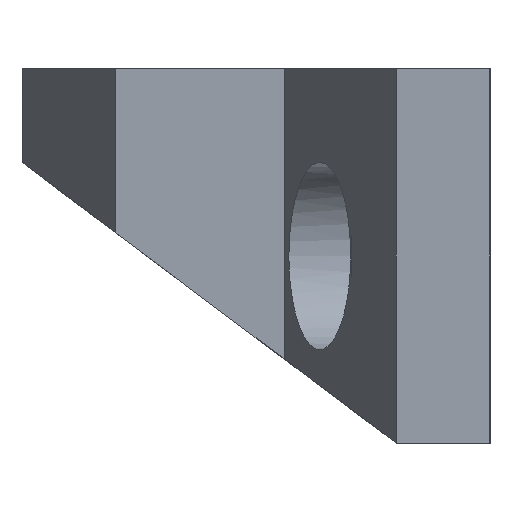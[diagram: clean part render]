
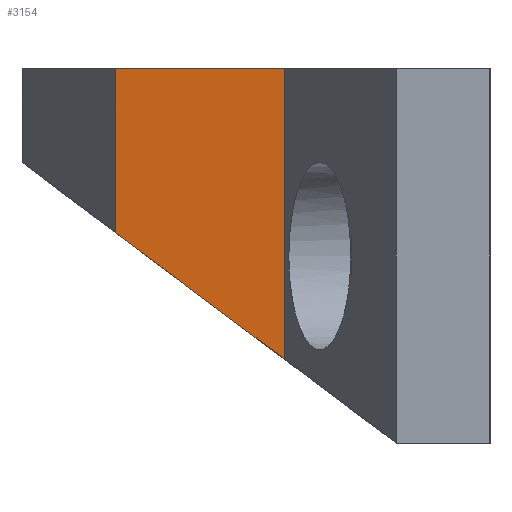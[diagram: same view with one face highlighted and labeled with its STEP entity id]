
A CAD part, left-side view. The second image highlights one B-rep face of the part: STEP entity #3154.
In plain terms, the highlighted planar face has unit normal (-0.993, 0.117, 0).
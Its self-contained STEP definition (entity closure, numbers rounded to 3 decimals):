
#72 = PLANE('',#73);
#73 = AXIS2_PLACEMENT_3D('',#74,#75,#76);
#74 = CARTESIAN_POINT('',(-63.8,39.413,104.));
#75 = DIRECTION('',(0.,0.,1.));
#76 = DIRECTION('',(1.,0.,0.));
#869 = PLANE('',#870);
#870 = AXIS2_PLACEMENT_3D('',#871,#872,#873);
#871 = CARTESIAN_POINT('',(0.,56.512,99.));
#872 = DIRECTION('',(0.,-0.6,0.8));
#873 = DIRECTION('',(0.,-0.8,-0.6));
#1100 = VERTEX_POINT('',#1101);
#1101 = CARTESIAN_POINT('',(-78.957,51.512,104.));
#1115 = PLANE('',#1116);
#1116 = AXIS2_PLACEMENT_3D('',#1117,#1118,#1119);
#1117 = CARTESIAN_POINT('',(-63.8,56.512,84.));
#1118 = DIRECTION('',(0.313,-0.95,0.));
#1119 = DIRECTION('',(-0.95,-0.313,0.));
#1127 = EDGE_CURVE('',#1100,#1128,#1130,.T.);
#1128 = VERTEX_POINT('',#1129);
#1129 = CARTESIAN_POINT('',(-80.021,42.512,104.));
#1130 = SURFACE_CURVE('',#1131,(#1135,#1142),.PCURVE_S1.);
#1131 = LINE('',#1132,#1133);
#1132 = CARTESIAN_POINT('',(-78.957,51.512,104.));
#1133 = VECTOR('',#1134,1.);
#1134 = DIRECTION('',(-0.117,-0.993,0.));
#1135 = PCURVE('',#72,#1136);
#1136 = DEFINITIONAL_REPRESENTATION('',(#1137),#1141);
#1137 = LINE('',#1138,#1139);
#1138 = CARTESIAN_POINT('',(-15.157,12.099));
#1139 = VECTOR('',#1140,1.);
#1140 = DIRECTION('',(-0.117,-0.993));
#1141 = ( GEOMETRIC_REPRESENTATION_CONTEXT(2) 
PARAMETRIC_REPRESENTATION_CONTEXT() REPRESENTATION_CONTEXT('2D SPACE',''
  ) );
#1142 = PCURVE('',#1143,#1148);
#1143 = PLANE('',#1144);
#1144 = AXIS2_PLACEMENT_3D('',#1145,#1146,#1147);
#1145 = CARTESIAN_POINT('',(-78.957,51.512,84.));
#1146 = DIRECTION('',(0.993,-0.117,0.));
#1147 = DIRECTION('',(-0.117,-0.993,0.));
#1148 = DEFINITIONAL_REPRESENTATION('',(#1149),#1153);
#1149 = LINE('',#1150,#1151);
#1150 = CARTESIAN_POINT('',(0.,-20.));
#1151 = VECTOR('',#1152,1.);
#1152 = DIRECTION('',(1.,-0.));
#1153 = ( GEOMETRIC_REPRESENTATION_CONTEXT(2) 
PARAMETRIC_REPRESENTATION_CONTEXT() REPRESENTATION_CONTEXT('2D SPACE',''
  ) );
#1171 = PLANE('',#1172);
#1172 = AXIS2_PLACEMENT_3D('',#1173,#1174,#1175);
#1173 = CARTESIAN_POINT('',(-80.021,42.512,84.));
#1174 = DIRECTION('',(0.313,-0.95,0.));
#1175 = DIRECTION('',(-0.95,-0.313,0.));
#2838 = VERTEX_POINT('',#2839);
#2839 = CARTESIAN_POINT('',(-78.957,51.512,95.25));
#2860 = EDGE_CURVE('',#2838,#2861,#2863,.T.);
#2861 = VERTEX_POINT('',#2862);
#2862 = CARTESIAN_POINT('',(-80.021,42.512,88.5));
#2863 = SURFACE_CURVE('',#2864,(#2868,#2875),.PCURVE_S1.);
#2864 = LINE('',#2865,#2866);
#2865 = CARTESIAN_POINT('',(-78.63,54.274,
    97.322));
#2866 = VECTOR('',#2867,1.);
#2867 = DIRECTION('',(-0.094,-0.796,
    -0.597));
#2868 = PCURVE('',#869,#2869);
#2869 = DEFINITIONAL_REPRESENTATION('',(#2870),#2874);
#2870 = LINE('',#2871,#2872);
#2871 = CARTESIAN_POINT('',(2.797,-78.63));
#2872 = VECTOR('',#2873,1.);
#2873 = DIRECTION('',(0.996,-0.094));
#2874 = ( GEOMETRIC_REPRESENTATION_CONTEXT(2) 
PARAMETRIC_REPRESENTATION_CONTEXT() REPRESENTATION_CONTEXT('2D SPACE',''
  ) );
#2875 = PCURVE('',#1143,#2876);
#2876 = DEFINITIONAL_REPRESENTATION('',(#2877),#2881);
#2877 = LINE('',#2878,#2879);
#2878 = CARTESIAN_POINT('',(-2.782,-13.322));
#2879 = VECTOR('',#2880,1.);
#2880 = DIRECTION('',(0.802,0.597));
#2881 = ( GEOMETRIC_REPRESENTATION_CONTEXT(2) 
PARAMETRIC_REPRESENTATION_CONTEXT() REPRESENTATION_CONTEXT('2D SPACE',''
  ) );
#3047 = EDGE_CURVE('',#2861,#1128,#3048,.T.);
#3048 = SURFACE_CURVE('',#3049,(#3053,#3060),.PCURVE_S1.);
#3049 = LINE('',#3050,#3051);
#3050 = CARTESIAN_POINT('',(-80.021,42.512,84.));
#3051 = VECTOR('',#3052,1.);
#3052 = DIRECTION('',(0.,0.,1.));
#3053 = PCURVE('',#1171,#3054);
#3054 = DEFINITIONAL_REPRESENTATION('',(#3055),#3059);
#3055 = LINE('',#3056,#3057);
#3056 = CARTESIAN_POINT('',(0.,0.));
#3057 = VECTOR('',#3058,1.);
#3058 = DIRECTION('',(0.,-1.));
#3059 = ( GEOMETRIC_REPRESENTATION_CONTEXT(2) 
PARAMETRIC_REPRESENTATION_CONTEXT() REPRESENTATION_CONTEXT('2D SPACE',''
  ) );
#3060 = PCURVE('',#1143,#3061);
#3061 = DEFINITIONAL_REPRESENTATION('',(#3062),#3066);
#3062 = LINE('',#3063,#3064);
#3063 = CARTESIAN_POINT('',(9.063,-0.));
#3064 = VECTOR('',#3065,1.);
#3065 = DIRECTION('',(0.,-1.));
#3066 = ( GEOMETRIC_REPRESENTATION_CONTEXT(2) 
PARAMETRIC_REPRESENTATION_CONTEXT() REPRESENTATION_CONTEXT('2D SPACE',''
  ) );
#3154 = ADVANCED_FACE('',(#3155),#1143,.F.);
#3155 = FACE_BOUND('',#3156,.F.);
#3156 = EDGE_LOOP('',(#3157,#3158,#3179,#3180));
#3157 = ORIENTED_EDGE('',*,*,#2860,.F.);
#3158 = ORIENTED_EDGE('',*,*,#3159,.T.);
#3159 = EDGE_CURVE('',#2838,#1100,#3160,.T.);
#3160 = SURFACE_CURVE('',#3161,(#3165,#3172),.PCURVE_S1.);
#3161 = LINE('',#3162,#3163);
#3162 = CARTESIAN_POINT('',(-78.957,51.512,84.));
#3163 = VECTOR('',#3164,1.);
#3164 = DIRECTION('',(0.,0.,1.));
#3165 = PCURVE('',#1143,#3166);
#3166 = DEFINITIONAL_REPRESENTATION('',(#3167),#3171);
#3167 = LINE('',#3168,#3169);
#3168 = CARTESIAN_POINT('',(0.,0.));
#3169 = VECTOR('',#3170,1.);
#3170 = DIRECTION('',(0.,-1.));
#3171 = ( GEOMETRIC_REPRESENTATION_CONTEXT(2) 
PARAMETRIC_REPRESENTATION_CONTEXT() REPRESENTATION_CONTEXT('2D SPACE',''
  ) );
#3172 = PCURVE('',#1115,#3173);
#3173 = DEFINITIONAL_REPRESENTATION('',(#3174),#3178);
#3174 = LINE('',#3175,#3176);
#3175 = CARTESIAN_POINT('',(15.96,-0.));
#3176 = VECTOR('',#3177,1.);
#3177 = DIRECTION('',(0.,-1.));
#3178 = ( GEOMETRIC_REPRESENTATION_CONTEXT(2) 
PARAMETRIC_REPRESENTATION_CONTEXT() REPRESENTATION_CONTEXT('2D SPACE',''
  ) );
#3179 = ORIENTED_EDGE('',*,*,#1127,.T.);
#3180 = ORIENTED_EDGE('',*,*,#3047,.F.);
